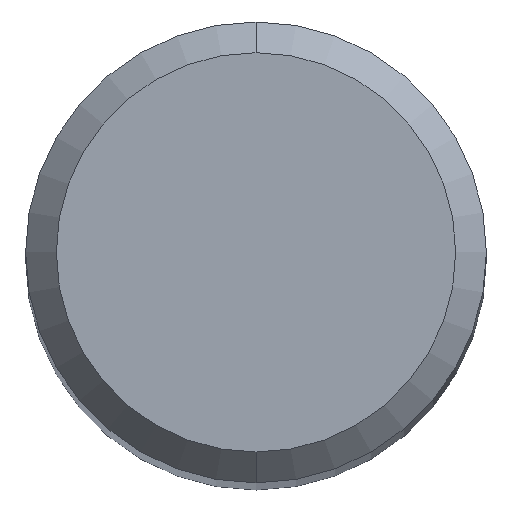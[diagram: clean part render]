
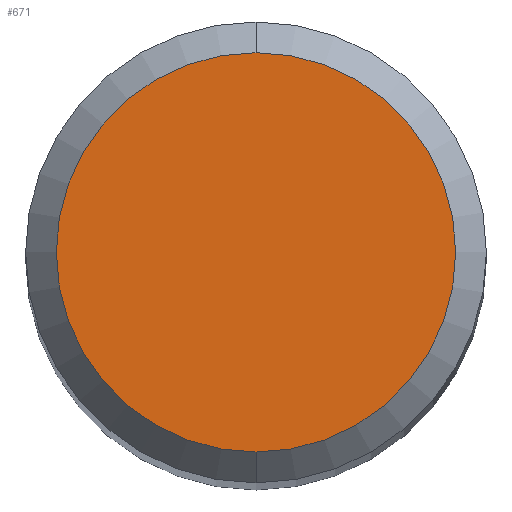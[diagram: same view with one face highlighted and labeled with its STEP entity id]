
A CAD part, top view. The second image highlights one B-rep face of the part: STEP entity #671.
In plain terms, the highlighted planar face has unit normal (0, 0, 1).
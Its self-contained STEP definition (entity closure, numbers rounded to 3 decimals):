
#575=EDGE_CURVE('',#703,#631,#1277,.T.);
#631=VERTEX_POINT('',#1341);
#671=ADVANCED_FACE('',(#1383),#1384,.T.);
#703=VERTEX_POINT('',#1417);
#719=EDGE_CURVE('',#631,#703,#1434,.T.);
#1277=CIRCLE('',#4186,2.6);
#1341=CARTESIAN_POINT('',(0.,-2.6,0.0));
#1383=FACE_OUTER_BOUND('',#5851,.T.);
#1384=PLANE('',#5852);
#1417=CARTESIAN_POINT('',(0.0,2.6,0.0));
#1434=CIRCLE('',#6042,2.6);
#4186=AXIS2_PLACEMENT_3D('',#10370,#10371,#10372);
#5851=EDGE_LOOP('',(#10487,#10488));
#5852=AXIS2_PLACEMENT_3D('',#10489,#10490,#10491);
#6042=AXIS2_PLACEMENT_3D('',#10548,#10549,#10550);
#10370=CARTESIAN_POINT('',(0.0,0.0,0.0));
#10371=DIRECTION('',(0.0,0.0,-1.0));
#10372=DIRECTION('',(0.0,1.0,0.0));
#10487=ORIENTED_EDGE('',*,*,#575,.F.);
#10488=ORIENTED_EDGE('',*,*,#719,.F.);
#10489=CARTESIAN_POINT('',(0.0,1.3,0.0));
#10490=DIRECTION('',(-0.0,0.0,1.0));
#10491=DIRECTION('',(0.0,-1.0,0.0));
#10548=CARTESIAN_POINT('',(0.0,0.0,0.0));
#10549=DIRECTION('',(0.0,0.0,-1.0));
#10550=DIRECTION('',(0.0,1.0,0.0));
